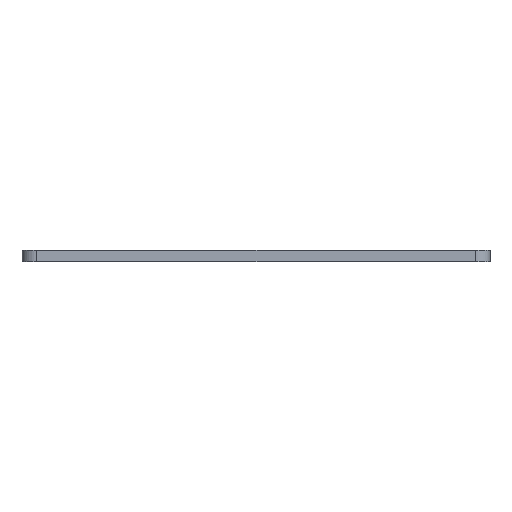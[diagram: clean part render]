
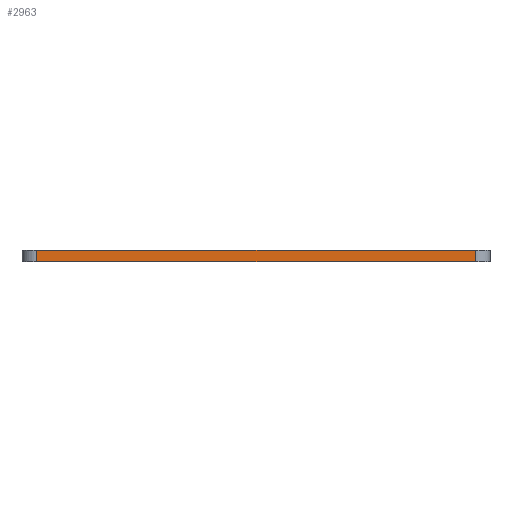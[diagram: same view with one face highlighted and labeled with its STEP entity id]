
A CAD part, left-side view. The second image highlights one B-rep face of the part: STEP entity #2963.
In plain terms, the highlighted planar face has unit normal (-1, 0, 0).
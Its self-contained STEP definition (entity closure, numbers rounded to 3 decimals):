
#146 = VERTEX_POINT('',#147);
#147 = CARTESIAN_POINT('',(127.6,-73.4,0.));
#154 = EDGE_CURVE('',#155,#146,#157,.T.);
#155 = VERTEX_POINT('',#156);
#156 = CARTESIAN_POINT('',(127.6,-133.4,0.));
#157 = LINE('',#158,#159);
#158 = CARTESIAN_POINT('',(127.6,-133.4,0.));
#159 = VECTOR('',#160,1.);
#160 = DIRECTION('',(0.,1.,0.));
#1541 = VERTEX_POINT('',#1542);
#1542 = CARTESIAN_POINT('',(127.6,-73.4,1.51));
#1549 = EDGE_CURVE('',#1550,#1541,#1552,.T.);
#1550 = VERTEX_POINT('',#1551);
#1551 = CARTESIAN_POINT('',(127.6,-133.4,1.51));
#1552 = LINE('',#1553,#1554);
#1553 = CARTESIAN_POINT('',(127.6,-133.4,1.51));
#1554 = VECTOR('',#1555,1.);
#1555 = DIRECTION('',(0.,1.,0.));
#2933 = EDGE_CURVE('',#146,#1541,#2934,.T.);
#2934 = LINE('',#2935,#2936);
#2935 = CARTESIAN_POINT('',(127.6,-73.4,0.));
#2936 = VECTOR('',#2937,1.);
#2937 = DIRECTION('',(0.,0.,1.));
#2963 = ADVANCED_FACE('',(#2964),#2975,.T.);
#2964 = FACE_BOUND('',#2965,.T.);
#2965 = EDGE_LOOP('',(#2966,#2972,#2973,#2974));
#2966 = ORIENTED_EDGE('',*,*,#2967,.T.);
#2967 = EDGE_CURVE('',#155,#1550,#2968,.T.);
#2968 = LINE('',#2969,#2970);
#2969 = CARTESIAN_POINT('',(127.6,-133.4,0.));
#2970 = VECTOR('',#2971,1.);
#2971 = DIRECTION('',(0.,0.,1.));
#2972 = ORIENTED_EDGE('',*,*,#1549,.T.);
#2973 = ORIENTED_EDGE('',*,*,#2933,.F.);
#2974 = ORIENTED_EDGE('',*,*,#154,.F.);
#2975 = PLANE('',#2976);
#2976 = AXIS2_PLACEMENT_3D('',#2977,#2978,#2979);
#2977 = CARTESIAN_POINT('',(127.6,-133.4,0.));
#2978 = DIRECTION('',(-1.,0.,0.));
#2979 = DIRECTION('',(0.,1.,0.));
